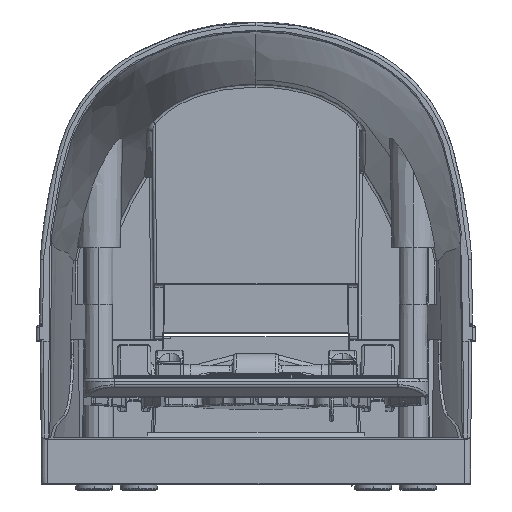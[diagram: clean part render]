
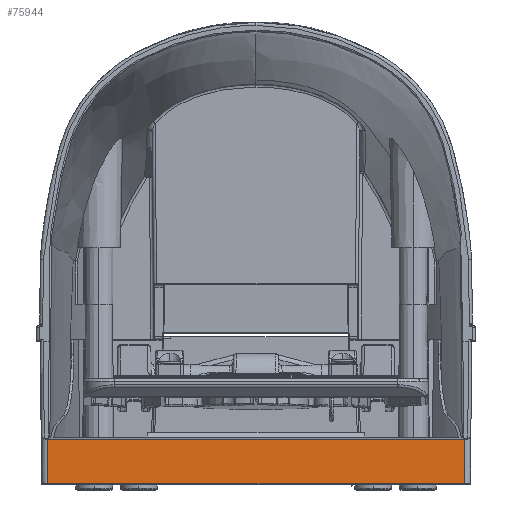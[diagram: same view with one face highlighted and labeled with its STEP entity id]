
A CAD part, left-side view. The second image highlights one B-rep face of the part: STEP entity #75944.
In plain terms, the highlighted planar face has unit normal (-1, 0, 0).
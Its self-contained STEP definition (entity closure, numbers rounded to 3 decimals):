
#4116 = CARTESIAN_POINT ( 'NONE',  ( -1., 70.088, 14.836 ) ) ;
#11453 = ORIENTED_EDGE ( 'NONE', *, *, #263101, .T. ) ;
#18262 = ORIENTED_EDGE ( 'NONE', *, *, #306229, .F. ) ;
#20855 = DIRECTION ( 'NONE',  ( 0., 0.009, -1. ) ) ;
#21562 = DIRECTION ( 'NONE',  ( 0., 0.009, 1. ) ) ;
#25490 = LINE ( 'NONE', #162453, #70137 ) ;
#45404 = VERTEX_POINT ( 'NONE', #236330 ) ;
#67450 = PLANE ( 'NONE',  #68166 ) ;
#68166 = AXIS2_PLACEMENT_3D ( 'NONE', #237562, #70560, #261538 ) ;
#70137 = VECTOR ( 'NONE', #21562, 1000. ) ;
#70560 = DIRECTION ( 'NONE',  ( 1., 0., 0. ) ) ;
#75944 = ADVANCED_FACE ( 'NONE', ( #92378 ), #67450, .F. ) ;
#85756 = VECTOR ( 'NONE', #243889, 1000. ) ;
#92378 = FACE_OUTER_BOUND ( 'NONE', #301299, .T. ) ;
#100743 = EDGE_CURVE ( 'NONE', #250567, #45404, #104257, .T. ) ;
#104257 = LINE ( 'NONE', #165992, #108141 ) ;
#108141 = VECTOR ( 'NONE', #213835, 1000. ) ;
#121486 = LINE ( 'NONE', #238803, #162600 ) ;
#140297 = CARTESIAN_POINT ( 'NONE',  ( -1., -67.706, 14.836 ) ) ;
#149479 = LINE ( 'NONE', #4116, #85756 ) ;
#152544 = CARTESIAN_POINT ( 'NONE',  ( -1., -67.58, 0.5 ) ) ;
#155866 = VERTEX_POINT ( 'NONE', #140297 ) ;
#162453 = CARTESIAN_POINT ( 'NONE',  ( -1., 67.644, 7.788 ) ) ;
#162600 = VECTOR ( 'NONE', #20855, 1000. ) ;
#165992 = CARTESIAN_POINT ( 'NONE',  ( -1., -69.797, 0.5 ) ) ;
#213835 = DIRECTION ( 'NONE',  ( 0., 1., 0. ) ) ;
#236330 = CARTESIAN_POINT ( 'NONE',  ( -1., 67.58, 0.5 ) ) ;
#237562 = CARTESIAN_POINT ( 'NONE',  ( -1., -69.797, 49. ) ) ;
#238202 = VERTEX_POINT ( 'NONE', #303343 ) ;
#238803 = CARTESIAN_POINT ( 'NONE',  ( -1., -67.644, 7.788 ) ) ;
#243889 = DIRECTION ( 'NONE',  ( 0., 1., 0. ) ) ;
#250567 = VERTEX_POINT ( 'NONE', #152544 ) ;
#260400 = ORIENTED_EDGE ( 'NONE', *, *, #100743, .F. ) ;
#261538 = DIRECTION ( 'NONE',  ( 0., 1., 0. ) ) ;
#263101 = EDGE_CURVE ( 'NONE', #155866, #238202, #149479, .T. ) ;
#300332 = ORIENTED_EDGE ( 'NONE', *, *, #308509, .F. ) ;
#301299 = EDGE_LOOP ( 'NONE', ( #300332, #11453, #18262, #260400 ) ) ;
#303343 = CARTESIAN_POINT ( 'NONE',  ( -1., 67.706, 14.836 ) ) ;
#306229 = EDGE_CURVE ( 'NONE', #45404, #238202, #25490, .T. ) ;
#308509 = EDGE_CURVE ( 'NONE', #155866, #250567, #121486, .T. ) ;
